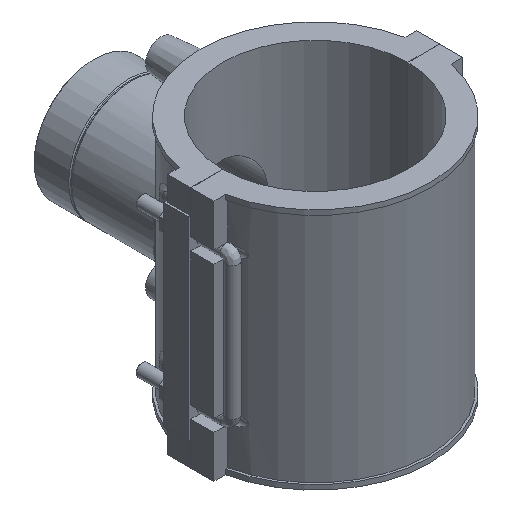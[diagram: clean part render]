
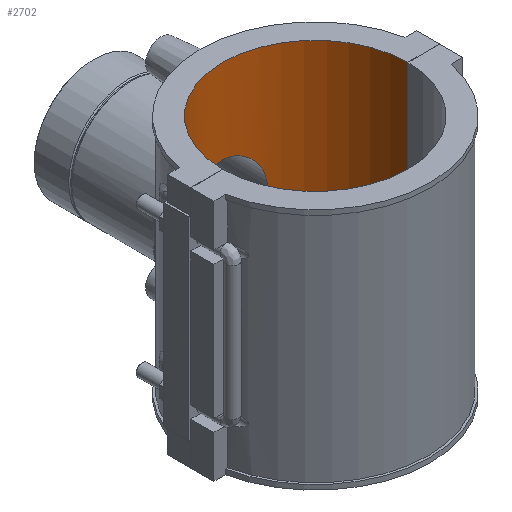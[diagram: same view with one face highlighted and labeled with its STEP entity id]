
A CAD part, isometric view. The second image highlights one B-rep face of the part: STEP entity #2702.
In plain terms, the highlighted cylindrical face has radius 45 mm (diameter 90 mm), a partial arc.
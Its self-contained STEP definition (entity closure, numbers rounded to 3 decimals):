
#198=LINE('',#5260,#429);
#226=LINE('',#5558,#457);
#429=VECTOR('',#3498,118.);
#457=VECTOR('',#3618,118.);
#491=B_SPLINE_CURVE_WITH_KNOTS('',3,(#3789,#3790,#3791,#3792,#3793,#3794,
#3795,#3796,#3797,#3798,#3799,#3800,#3801,#3802,#3803,#3804,#3805,#3806,
#3807,#3808,#3809,#3810,#3811,#3812,#3813,#3814,#3815,#3816,#3817,#3818,
#3819,#3820,#3821,#3822,#3823,#3824,#3825,#3826,#3827,#3828,#3829,#3830,
#3831,#3832,#3833,#3834,#3835,#3836,#3837,#3838,#3839,#3840,#3841,#3842,
#3843,#3844,#3845,#3846,#3847,#3848,#3849,#3850,#3851,#3852,#3853,#3854),
 .UNSPECIFIED.,.T.,.F.,(4,2,2,2,2,2,2,2,2,2,2,2,2,2,2,2,2,2,2,2,2,2,2,2,
2,2,2,2,2,2,2,2,4),(0.,0.342,0.684,1.027,
1.369,1.711,2.052,2.394,2.736,
3.078,3.42,3.762,4.103,4.446,
4.788,5.13,5.472,5.814,6.157,
6.499,6.841,7.183,7.525,7.867,
8.208,8.55,8.892,9.234,9.576,
9.918,10.26,10.602,10.944),
 .UNSPECIFIED.);
#664=CYLINDRICAL_SURFACE('',#2949,45.);
#718=FACE_BOUND('',#1073,.T.);
#861=FACE_OUTER_BOUND('',#1072,.T.);
#1072=EDGE_LOOP('',(#2453,#2454,#2455,#2456));
#1073=EDGE_LOOP('',(#2457));
#1187=CIRCLE('',#2946,45.);
#1188=CIRCLE('',#2948,45.);
#1199=VERTEX_POINT('',#3788);
#1396=VERTEX_POINT('',#5257);
#1397=VERTEX_POINT('',#5259);
#1428=VERTEX_POINT('',#5555);
#1429=VERTEX_POINT('',#5557);
#1451=EDGE_CURVE('',#1199,#1199,#491,.T.);
#1725=EDGE_CURVE('',#1397,#1396,#198,.T.);
#1779=EDGE_CURVE('',#1429,#1428,#226,.T.);
#1782=EDGE_CURVE('',#1397,#1428,#1187,.T.);
#1783=EDGE_CURVE('',#1429,#1396,#1188,.T.);
#2453=ORIENTED_EDGE('',*,*,#1779,.T.);
#2454=ORIENTED_EDGE('',*,*,#1782,.F.);
#2455=ORIENTED_EDGE('',*,*,#1725,.T.);
#2456=ORIENTED_EDGE('',*,*,#1783,.F.);
#2457=ORIENTED_EDGE('',*,*,#1451,.T.);
#2702=ADVANCED_FACE('',(#861,#718),#664,.F.);
#2946=AXIS2_PLACEMENT_3D('',#5563,#3623,#3624);
#2948=AXIS2_PLACEMENT_3D('',#5565,#3627,#3628);
#2949=AXIS2_PLACEMENT_3D('',#5567,#3630,#3631);
#3498=DIRECTION('',(0.,0.,-1.));
#3618=DIRECTION('',(0.,0.,1.));
#3623=DIRECTION('center_axis',(0.,0.,-1.));
#3624=DIRECTION('ref_axis',(-1.,0.,0.));
#3627=DIRECTION('center_axis',(0.,0.,1.));
#3628=DIRECTION('ref_axis',(-1.,0.,0.));
#3630=DIRECTION('center_axis',(0.,0.,1.));
#3631=DIRECTION('ref_axis',(-1.,0.,0.));
#3788=CARTESIAN_POINT('',(17.938,41.27,0.));
#3789=CARTESIAN_POINT('Ctrl Pts',(17.938,41.27,0.));
#3790=CARTESIAN_POINT('Ctrl Pts',(17.938,41.27,-1.141));
#3791=CARTESIAN_POINT('Ctrl Pts',(17.827,41.319,-2.315));
#3792=CARTESIAN_POINT('Ctrl Pts',(17.367,41.514,-4.644));
#3793=CARTESIAN_POINT('Ctrl Pts',(17.017,41.661,-5.797));
#3794=CARTESIAN_POINT('Ctrl Pts',(16.099,42.025,-8.002));
#3795=CARTESIAN_POINT('Ctrl Pts',(15.529,42.242,-9.056));
#3796=CARTESIAN_POINT('Ctrl Pts',(14.216,42.701,-11.002));
#3797=CARTESIAN_POINT('Ctrl Pts',(13.474,42.943,-11.894));
#3798=CARTESIAN_POINT('Ctrl Pts',(11.895,43.407,-13.473));
#3799=CARTESIAN_POINT('Ctrl Pts',(11.003,43.645,-14.215));
#3800=CARTESIAN_POINT('Ctrl Pts',(9.057,44.09,-15.528));
#3801=CARTESIAN_POINT('Ctrl Pts',(8.003,44.297,-16.098));
#3802=CARTESIAN_POINT('Ctrl Pts',(5.796,44.639,-17.018));
#3803=CARTESIAN_POINT('Ctrl Pts',(4.642,44.775,-17.367));
#3804=CARTESIAN_POINT('Ctrl Pts',(2.314,44.956,-17.828));
#3805=CARTESIAN_POINT('Ctrl Pts',(1.139,45.,-17.938));
#3806=CARTESIAN_POINT('Ctrl Pts',(-1.139,45.,-17.938));
#3807=CARTESIAN_POINT('Ctrl Pts',(-2.314,44.956,-17.828));
#3808=CARTESIAN_POINT('Ctrl Pts',(-4.642,44.775,-17.367));
#3809=CARTESIAN_POINT('Ctrl Pts',(-5.796,44.639,-17.018));
#3810=CARTESIAN_POINT('Ctrl Pts',(-8.003,44.297,-16.098));
#3811=CARTESIAN_POINT('Ctrl Pts',(-9.057,44.09,-15.528));
#3812=CARTESIAN_POINT('Ctrl Pts',(-11.003,43.645,-14.215));
#3813=CARTESIAN_POINT('Ctrl Pts',(-11.895,43.407,-13.473));
#3814=CARTESIAN_POINT('Ctrl Pts',(-13.474,42.943,-11.894));
#3815=CARTESIAN_POINT('Ctrl Pts',(-14.216,42.701,-11.002));
#3816=CARTESIAN_POINT('Ctrl Pts',(-15.529,42.242,-9.056));
#3817=CARTESIAN_POINT('Ctrl Pts',(-16.099,42.025,-8.002));
#3818=CARTESIAN_POINT('Ctrl Pts',(-17.017,41.661,-5.797));
#3819=CARTESIAN_POINT('Ctrl Pts',(-17.367,41.514,-4.644));
#3820=CARTESIAN_POINT('Ctrl Pts',(-17.827,41.319,-2.315));
#3821=CARTESIAN_POINT('Ctrl Pts',(-17.938,41.27,-1.141));
#3822=CARTESIAN_POINT('Ctrl Pts',(-17.938,41.27,1.141));
#3823=CARTESIAN_POINT('Ctrl Pts',(-17.827,41.319,2.315));
#3824=CARTESIAN_POINT('Ctrl Pts',(-17.367,41.514,4.644));
#3825=CARTESIAN_POINT('Ctrl Pts',(-17.017,41.661,5.797));
#3826=CARTESIAN_POINT('Ctrl Pts',(-16.099,42.025,8.002));
#3827=CARTESIAN_POINT('Ctrl Pts',(-15.529,42.242,9.056));
#3828=CARTESIAN_POINT('Ctrl Pts',(-14.216,42.701,11.002));
#3829=CARTESIAN_POINT('Ctrl Pts',(-13.474,42.943,11.894));
#3830=CARTESIAN_POINT('Ctrl Pts',(-11.895,43.407,13.473));
#3831=CARTESIAN_POINT('Ctrl Pts',(-11.003,43.645,14.215));
#3832=CARTESIAN_POINT('Ctrl Pts',(-9.057,44.09,15.528));
#3833=CARTESIAN_POINT('Ctrl Pts',(-8.003,44.297,16.098));
#3834=CARTESIAN_POINT('Ctrl Pts',(-5.796,44.639,17.018));
#3835=CARTESIAN_POINT('Ctrl Pts',(-4.642,44.775,17.367));
#3836=CARTESIAN_POINT('Ctrl Pts',(-2.314,44.956,17.828));
#3837=CARTESIAN_POINT('Ctrl Pts',(-1.139,45.,17.938));
#3838=CARTESIAN_POINT('Ctrl Pts',(1.139,45.,17.938));
#3839=CARTESIAN_POINT('Ctrl Pts',(2.314,44.956,17.828));
#3840=CARTESIAN_POINT('Ctrl Pts',(4.642,44.775,17.367));
#3841=CARTESIAN_POINT('Ctrl Pts',(5.796,44.639,17.018));
#3842=CARTESIAN_POINT('Ctrl Pts',(8.003,44.297,16.098));
#3843=CARTESIAN_POINT('Ctrl Pts',(9.057,44.09,15.528));
#3844=CARTESIAN_POINT('Ctrl Pts',(11.003,43.645,14.215));
#3845=CARTESIAN_POINT('Ctrl Pts',(11.895,43.407,13.473));
#3846=CARTESIAN_POINT('Ctrl Pts',(13.474,42.943,11.894));
#3847=CARTESIAN_POINT('Ctrl Pts',(14.216,42.701,11.002));
#3848=CARTESIAN_POINT('Ctrl Pts',(15.529,42.242,9.056));
#3849=CARTESIAN_POINT('Ctrl Pts',(16.099,42.025,8.002));
#3850=CARTESIAN_POINT('Ctrl Pts',(17.017,41.661,5.797));
#3851=CARTESIAN_POINT('Ctrl Pts',(17.367,41.514,4.644));
#3852=CARTESIAN_POINT('Ctrl Pts',(17.827,41.319,2.315));
#3853=CARTESIAN_POINT('Ctrl Pts',(17.938,41.27,1.141));
#3854=CARTESIAN_POINT('Ctrl Pts',(17.938,41.27,0.));
#5257=CARTESIAN_POINT('',(-45.,0.05,-59.));
#5259=CARTESIAN_POINT('',(-45.,0.05,59.));
#5260=CARTESIAN_POINT('',(-45.,0.05,0.));
#5555=CARTESIAN_POINT('',(45.,0.05,59.));
#5557=CARTESIAN_POINT('',(45.,0.05,-59.));
#5558=CARTESIAN_POINT('',(45.,0.05,0.));
#5563=CARTESIAN_POINT('Origin',(0.,0.,59.));
#5565=CARTESIAN_POINT('Origin',(0.,0.,-59.));
#5567=CARTESIAN_POINT('Origin',(0.,0.,0.));
